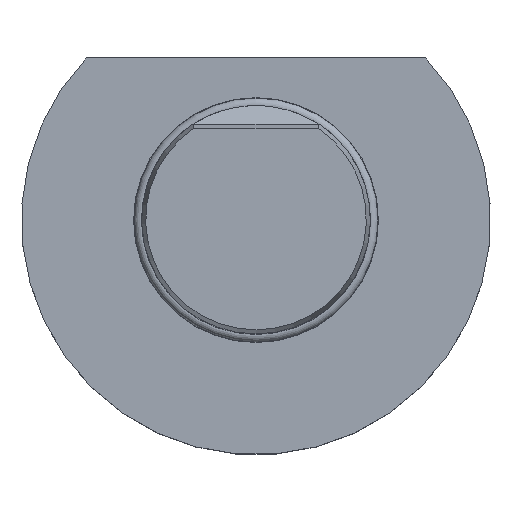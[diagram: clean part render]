
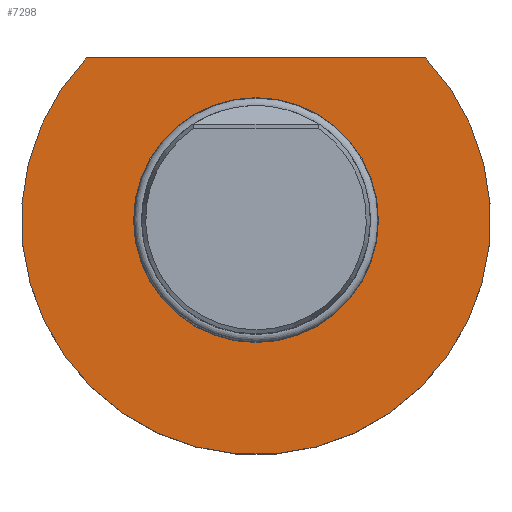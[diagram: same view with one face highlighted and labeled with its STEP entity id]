
A CAD part, top view. The second image highlights one B-rep face of the part: STEP entity #7298.
In plain terms, the highlighted planar face has unit normal (0, 0, 1).
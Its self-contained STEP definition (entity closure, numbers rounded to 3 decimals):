
#335 = DIRECTION ( 'NONE',  ( 0., 0., -1. ) ) ;
#1310 = CARTESIAN_POINT ( 'NONE',  ( 44.452, 42.5, 0. ) ) ;
#2882 = CARTESIAN_POINT ( 'NONE',  ( -22.226, 42.5, 0. ) ) ;
#3112 = ORIENTED_EDGE ( 'NONE', *, *, #9254, .T. ) ;
#3163 = VERTEX_POINT ( 'NONE', #3733 ) ;
#3260 = FACE_BOUND ( 'NONE', #13207, .T. ) ;
#3576 = CARTESIAN_POINT ( 'NONE',  ( 0., 0., 0. ) ) ;
#3733 = CARTESIAN_POINT ( 'NONE',  ( -44.452, 42.5, 0. ) ) ;
#3815 = AXIS2_PLACEMENT_3D ( 'NONE', #6994, #11216, #6057 ) ;
#4309 = DIRECTION ( 'NONE',  ( -1., 0., 0. ) ) ;
#4817 = AXIS2_PLACEMENT_3D ( 'NONE', #7231, #7374, #4309 ) ;
#5073 = EDGE_LOOP ( 'NONE', ( #3112, #11225 ) ) ;
#5394 = EDGE_CURVE ( 'NONE', #5890, #3163, #9670, .T. ) ;
#5498 = DIRECTION ( 'NONE',  ( 0., -1., 0. ) ) ;
#5890 = VERTEX_POINT ( 'NONE', #1310 ) ;
#6057 = DIRECTION ( 'NONE',  ( 0., -1., 0. ) ) ;
#6994 = CARTESIAN_POINT ( 'NONE',  ( 0., 0., 0. ) ) ;
#7231 = CARTESIAN_POINT ( 'NONE',  ( 0., 0., 0. ) ) ;
#7298 = ADVANCED_FACE ( 'Defeature completata1_47', ( #3260, #12647 ), #11512, .F. ) ;
#7374 = DIRECTION ( 'NONE',  ( 0., 0., -1. ) ) ;
#9254 = EDGE_CURVE ( 'NONE', #5890, #3163, #12271, .T. ) ;
#9670 = CIRCLE ( 'NONE', #12565, 61.5 ) ;
#9872 = CIRCLE ( 'NONE', #3815, 30. ) ;
#10175 = EDGE_CURVE ( 'NONE', #13735, #13735, #9872, .T. ) ;
#11216 = DIRECTION ( 'NONE',  ( 0., 0., -1. ) ) ;
#11225 = ORIENTED_EDGE ( 'NONE', *, *, #5394, .F. ) ;
#11356 = DIRECTION ( 'NONE',  ( -1., 0., 0. ) ) ;
#11512 = PLANE ( 'NONE',  #4817 ) ;
#12271 = LINE ( 'NONE', #2882, #13632 ) ;
#12565 = AXIS2_PLACEMENT_3D ( 'NONE', #3576, #335, #5498 ) ;
#12647 = FACE_OUTER_BOUND ( 'NONE', #5073, .T. ) ;
#12758 = ORIENTED_EDGE ( 'NONE', *, *, #10175, .T. ) ;
#12832 = CARTESIAN_POINT ( 'NONE',  ( 0., -30., 0. ) ) ;
#13207 = EDGE_LOOP ( 'NONE', ( #12758 ) ) ;
#13632 = VECTOR ( 'NONE', #11356, 1000. ) ;
#13735 = VERTEX_POINT ( 'NONE', #12832 ) ;
